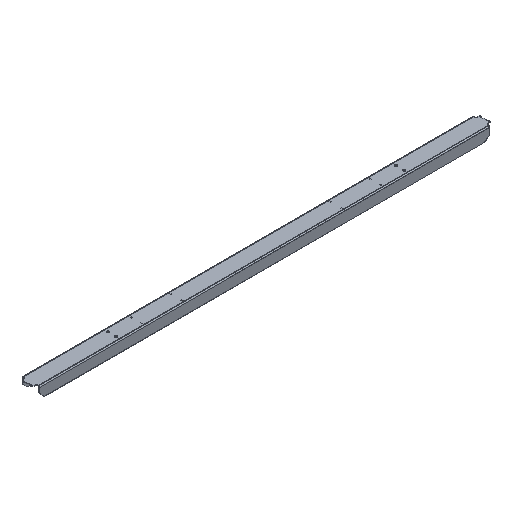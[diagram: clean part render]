
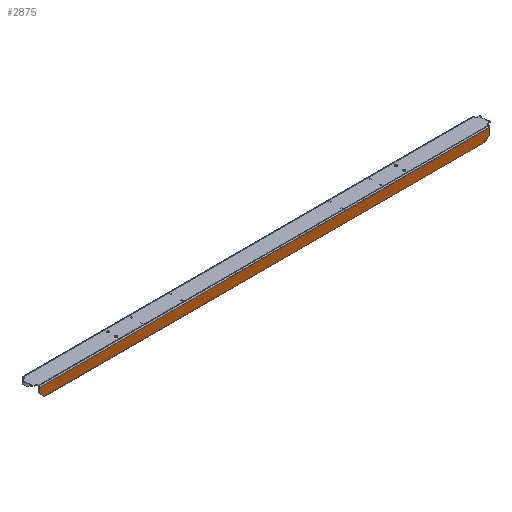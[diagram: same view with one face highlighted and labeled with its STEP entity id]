
A CAD part, isometric view. The second image highlights one B-rep face of the part: STEP entity #2875.
In plain terms, the highlighted planar face has unit normal (0, -1, 0).
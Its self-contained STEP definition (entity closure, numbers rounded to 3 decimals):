
#46 = VECTOR ( 'NONE', #3300, 1000. ) ;
#101 = ORIENTED_EDGE ( 'NONE', *, *, #284, .T. ) ;
#125 = EDGE_CURVE ( 'NONE', #2819, #2618, #1811, .T. ) ;
#130 = AXIS2_PLACEMENT_3D ( 'NONE', #2477, #1388, #3284 ) ;
#168 = EDGE_CURVE ( 'NONE', #2804, #2819, #1670, .T. ) ;
#284 = EDGE_CURVE ( 'NONE', #1968, #3090, #1112, .T. ) ;
#294 = CARTESIAN_POINT ( 'NONE',  ( 975.642, -1169.805, -660.858 ) ) ;
#377 = CARTESIAN_POINT ( 'NONE',  ( 961.5, -1169.805, -675. ) ) ;
#423 = VECTOR ( 'NONE', #3153, 1000. ) ;
#438 = LINE ( 'NONE', #2362, #1574 ) ;
#510 = ORIENTED_EDGE ( 'NONE', *, *, #3087, .T. ) ;
#616 = CARTESIAN_POINT ( 'NONE',  ( -981.5, -1169.805, -646.716 ) ) ;
#715 = ORIENTED_EDGE ( 'NONE', *, *, #1885, .T. ) ;
#717 = CARTESIAN_POINT ( 'NONE',  ( -981.5, -1169.805, -631. ) ) ;
#808 = DIRECTION ( 'NONE',  ( -1., 0., 0. ) ) ;
#866 = EDGE_CURVE ( 'NONE', #2618, #976, #438, .T. ) ;
#868 = AXIS2_PLACEMENT_3D ( 'NONE', #1357, #2202, #2434 ) ;
#877 = VERTEX_POINT ( 'NONE', #3133 ) ;
#907 = VECTOR ( 'NONE', #3223, 1000. ) ;
#976 = VERTEX_POINT ( 'NONE', #1055 ) ;
#1009 = DIRECTION ( 'NONE',  ( 0., 0., 1. ) ) ;
#1020 = DIRECTION ( 'NONE',  ( 0., 0., 1. ) ) ;
#1048 = CARTESIAN_POINT ( 'NONE',  ( 953.216, -1169.805, -655. ) ) ;
#1055 = CARTESIAN_POINT ( 'NONE',  ( 981.5, -1169.805, -631. ) ) ;
#1102 = PLANE ( 'NONE',  #130 ) ;
#1112 = LINE ( 'NONE', #2931, #907 ) ;
#1115 = CARTESIAN_POINT ( 'NONE',  ( 1090.973, -1169.805, -675. ) ) ;
#1133 = ORIENTED_EDGE ( 'NONE', *, *, #1155, .F. ) ;
#1155 = EDGE_CURVE ( 'NONE', #877, #3501, #2456, .T. ) ;
#1174 = DIRECTION ( 'NONE',  ( 0., 0., 1. ) ) ;
#1179 = CARTESIAN_POINT ( 'NONE',  ( 981.5, -1169.805, -646.716 ) ) ;
#1226 = CARTESIAN_POINT ( 'NONE',  ( -961.5, -1169.805, -646.716 ) ) ;
#1357 = CARTESIAN_POINT ( 'NONE',  ( -953.216, -1169.805, -655. ) ) ;
#1382 = CIRCLE ( 'NONE', #3350, 20. ) ;
#1388 = DIRECTION ( 'NONE',  ( 0., 1., 0. ) ) ;
#1401 = DIRECTION ( 'NONE',  ( 0., -1., 0. ) ) ;
#1505 = DIRECTION ( 'NONE',  ( -1., 0., 0. ) ) ;
#1574 = VECTOR ( 'NONE', #1020, 1000. ) ;
#1581 = AXIS2_PLACEMENT_3D ( 'NONE', #2763, #1401, #1174 ) ;
#1592 = DIRECTION ( 'NONE',  ( 0., -1., 0. ) ) ;
#1651 = CARTESIAN_POINT ( 'NONE',  ( 967.358, -1169.805, -669.142 ) ) ;
#1670 = LINE ( 'NONE', #377, #46 ) ;
#1677 = EDGE_CURVE ( 'NONE', #2526, #1968, #2787, .T. ) ;
#1794 = DIRECTION ( 'NONE',  ( 0., -1., 0. ) ) ;
#1801 = ORIENTED_EDGE ( 'NONE', *, *, #168, .T. ) ;
#1811 = CIRCLE ( 'NONE', #1581, 20. ) ;
#1827 = CARTESIAN_POINT ( 'NONE',  ( -981.5, -1169.805, -2213.242 ) ) ;
#1885 = EDGE_CURVE ( 'NONE', #976, #2221, #2848, .T. ) ;
#1968 = VERTEX_POINT ( 'NONE', #2919 ) ;
#2042 = DIRECTION ( 'NONE',  ( 0., 0., 1. ) ) ;
#2202 = DIRECTION ( 'NONE',  ( 0., -1., 0. ) ) ;
#2221 = VERTEX_POINT ( 'NONE', #717 ) ;
#2240 = ORIENTED_EDGE ( 'NONE', *, *, #866, .T. ) ;
#2329 = CARTESIAN_POINT ( 'NONE',  ( -953.216, -1169.805, -675. ) ) ;
#2338 = ORIENTED_EDGE ( 'NONE', *, *, #2439, .T. ) ;
#2362 = CARTESIAN_POINT ( 'NONE',  ( 981.5, -1169.805, -2213.242 ) ) ;
#2411 = EDGE_LOOP ( 'NONE', ( #1133, #510, #1801, #3424, #2240, #715, #3445, #2496, #101, #2338 ) ) ;
#2434 = DIRECTION ( 'NONE',  ( 0., 0., 1. ) ) ;
#2439 = EDGE_CURVE ( 'NONE', #3090, #3501, #3234, .T. ) ;
#2456 = LINE ( 'NONE', #1115, #2947 ) ;
#2477 = CARTESIAN_POINT ( 'NONE',  ( 1090.973, -1169.805, -675. ) ) ;
#2496 = ORIENTED_EDGE ( 'NONE', *, *, #1677, .T. ) ;
#2526 = VERTEX_POINT ( 'NONE', #616 ) ;
#2618 = VERTEX_POINT ( 'NONE', #1179 ) ;
#2744 = FACE_OUTER_BOUND ( 'NONE', #2411, .T. ) ;
#2763 = CARTESIAN_POINT ( 'NONE',  ( 961.5, -1169.805, -646.716 ) ) ;
#2787 = CIRCLE ( 'NONE', #2839, 20. ) ;
#2804 = VERTEX_POINT ( 'NONE', #1651 ) ;
#2819 = VERTEX_POINT ( 'NONE', #294 ) ;
#2839 = AXIS2_PLACEMENT_3D ( 'NONE', #1226, #1794, #2042 ) ;
#2848 = LINE ( 'NONE', #3408, #3063 ) ;
#2875 = ADVANCED_FACE ( 'NONE', ( #2744 ), #1102, .F. ) ;
#2919 = CARTESIAN_POINT ( 'NONE',  ( -975.642, -1169.805, -660.858 ) ) ;
#2931 = CARTESIAN_POINT ( 'NONE',  ( -961.5, -1169.805, -675. ) ) ;
#2947 = VECTOR ( 'NONE', #808, 1000. ) ;
#3063 = VECTOR ( 'NONE', #1505, 1000. ) ;
#3087 = EDGE_CURVE ( 'NONE', #877, #2804, #1382, .T. ) ;
#3090 = VERTEX_POINT ( 'NONE', #3391 ) ;
#3129 = EDGE_CURVE ( 'NONE', #2526, #2221, #3457, .T. ) ;
#3133 = CARTESIAN_POINT ( 'NONE',  ( 953.216, -1169.805, -675. ) ) ;
#3153 = DIRECTION ( 'NONE',  ( 0., 0., 1. ) ) ;
#3223 = DIRECTION ( 'NONE',  ( 0.707, 0., -0.707 ) ) ;
#3234 = CIRCLE ( 'NONE', #868, 20. ) ;
#3284 = DIRECTION ( 'NONE',  ( 0., 0., 1. ) ) ;
#3300 = DIRECTION ( 'NONE',  ( 0.707, 0., 0.707 ) ) ;
#3350 = AXIS2_PLACEMENT_3D ( 'NONE', #1048, #1592, #1009 ) ;
#3391 = CARTESIAN_POINT ( 'NONE',  ( -967.358, -1169.805, -669.142 ) ) ;
#3408 = CARTESIAN_POINT ( 'NONE',  ( 1090.973, -1169.805, -631. ) ) ;
#3424 = ORIENTED_EDGE ( 'NONE', *, *, #125, .T. ) ;
#3445 = ORIENTED_EDGE ( 'NONE', *, *, #3129, .F. ) ;
#3457 = LINE ( 'NONE', #1827, #423 ) ;
#3501 = VERTEX_POINT ( 'NONE', #2329 ) ;
